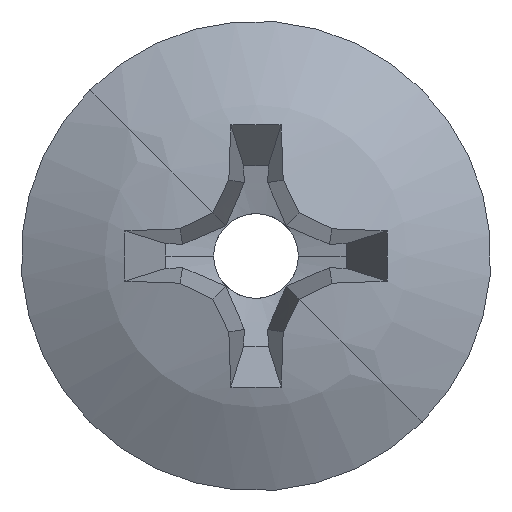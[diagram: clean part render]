
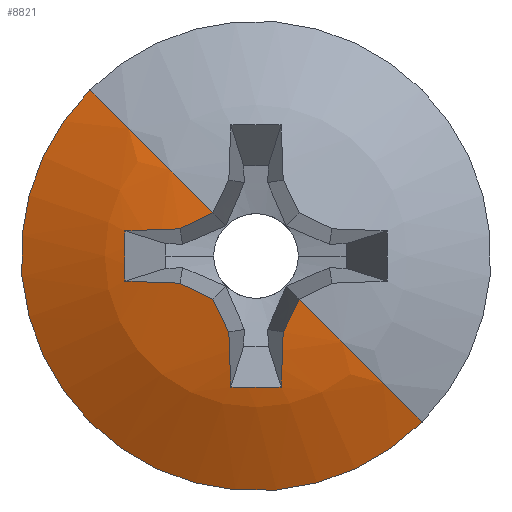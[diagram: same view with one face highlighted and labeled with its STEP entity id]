
A CAD part, left-side view. The second image highlights one B-rep face of the part: STEP entity #8821.
In plain terms, the highlighted spherical face has radius 3.842 mm.
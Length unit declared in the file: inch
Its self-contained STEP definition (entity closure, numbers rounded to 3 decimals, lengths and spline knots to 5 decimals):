
#3279=CARTESIAN_POINT('',(0.0911,0.00973,
0.00973));
#3280=DIRECTION('',(-0.155,0.699,0.699));
#3281=DIRECTION('',(-0.943,0.106,-0.316));
#3282=AXIS2_PLACEMENT_3D('',#3279,#3280,#3281);
#3284=CARTESIAN_POINT('',(-0.05655,0.,-0.02088));
#3285=CARTESIAN_POINT('',(-0.05649,0.00129,
-0.02134));
#3286=CARTESIAN_POINT('',(-0.05632,0.00386,
-0.02225));
#3287=CARTESIAN_POINT('',(-0.05598,0.00762,
-0.02356));
#3288=CARTESIAN_POINT('',(-0.05564,0.01042,
-0.02452));
#3289=CARTESIAN_POINT('',(-0.05544,0.01187,
-0.02502));
#3291=CARTESIAN_POINT('',(-0.05544,-0.01187,
-0.02502));
#3292=CARTESIAN_POINT('',(-0.05564,-0.01041,
-0.02452));
#3293=CARTESIAN_POINT('',(-0.05598,-0.0076,
-0.02355));
#3294=CARTESIAN_POINT('',(-0.05633,-0.00383,
-0.02224));
#3295=CARTESIAN_POINT('',(-0.05649,-0.00128,
-0.02134));
#3296=CARTESIAN_POINT('',(-0.05655,0.,-0.02088));
#3298=CARTESIAN_POINT('',(0.0911,-0.00973,
0.00973));
#3299=DIRECTION('',(-0.155,-0.699,0.699));
#3300=DIRECTION('',(-0.973,-0.014,-0.231));
#3301=AXIS2_PLACEMENT_3D('',#3298,#3299,#3300);
#3303=CARTESIAN_POINT('',(0.08185,0.0159,
0.0159));
#3304=DIRECTION('',(-0.453,0.631,0.631));
#3305=DIRECTION('',(-0.89,-0.279,-0.36));
#3306=AXIS2_PLACEMENT_3D('',#3303,#3304,#3305);
#3308=CARTESIAN_POINT('',(0.0911,0.00973,
-0.00973));
#3309=DIRECTION('',(-0.155,0.699,-0.699));
#3310=DIRECTION('',(-0.943,-0.316,-0.106));
#3311=AXIS2_PLACEMENT_3D('',#3308,#3309,#3310);
#3313=CARTESIAN_POINT('',(-0.05655,-0.02088,0.));
#3314=CARTESIAN_POINT('',(-0.05649,-0.02131,
-0.00122));
#3315=CARTESIAN_POINT('',(-0.05634,-0.02219,
-0.00368));
#3316=CARTESIAN_POINT('',(-0.05598,-0.02357,
-0.00766));
#3317=CARTESIAN_POINT('',(-0.05564,-0.02453,
-0.01044));
#3318=CARTESIAN_POINT('',(-0.05544,-0.02502,
-0.01187));
#3320=CARTESIAN_POINT('',(0.09326,0.,0.));
#3321=DIRECTION('',(0.,0.,-1.));
#3322=DIRECTION('',(-0.847,-0.532,0.));
#3323=AXIS2_PLACEMENT_3D('',#3320,#3321,#3322);
#3325=CARTESIAN_POINT('',(-0.0348,0.,0.));
#3326=DIRECTION('',(-1.,0.,0.));
#3327=DIRECTION('',(0.,1.,0.));
#3328=AXIS2_PLACEMENT_3D('',#3325,#3326,#3327);
#3330=CARTESIAN_POINT('',(0.09326,0.,0.));
#3331=DIRECTION('',(0.,0.,1.));
#3332=DIRECTION('',(-0.847,0.532,0.));
#3333=AXIS2_PLACEMENT_3D('',#3330,#3331,#3332);
#3335=CARTESIAN_POINT('',(-0.05544,0.02502,
-0.01187));
#3336=CARTESIAN_POINT('',(-0.05564,0.02453,
-0.01044));
#3337=CARTESIAN_POINT('',(-0.05598,0.02358,
-0.00766));
#3338=CARTESIAN_POINT('',(-0.05634,0.02219,
-0.00368));
#3339=CARTESIAN_POINT('',(-0.05649,0.02132,
-0.00122));
#3340=CARTESIAN_POINT('',(-0.05655,0.02088,0.));
#3342=CARTESIAN_POINT('',(0.0911,-0.00973,
-0.00973));
#3343=DIRECTION('',(0.155,0.699,0.699));
#3344=DIRECTION('',(-0.943,0.316,-0.106));
#3345=AXIS2_PLACEMENT_3D('',#3342,#3343,#3344);
#3347=CARTESIAN_POINT('',(0.08185,-0.0159,
0.0159));
#3348=DIRECTION('',(0.453,0.631,-0.631));
#3349=DIRECTION('',(-0.89,0.279,-0.36));
#3350=AXIS2_PLACEMENT_3D('',#3347,#3348,#3349);
#3461=CARTESIAN_POINT('',(-0.05655,-0.02088,0.));
#3507=CARTESIAN_POINT('',(-0.05655,0.02088,0.));
#3734=CARTESIAN_POINT('',(-0.0348,0.0805,0.));
#3736=VERTEX_POINT('',#3734);
#3738=CARTESIAN_POINT('',(-0.0348,-0.0805,0.));
#3740=VERTEX_POINT('',#3738);
#3826=VERTEX_POINT('',#3461);
#3841=VERTEX_POINT('',#3507);
#3842=CARTESIAN_POINT('',(-0.05092,0.02568,
-0.03783));
#3843=CARTESIAN_POINT('',(-0.05544,0.01187,
-0.02502));
#3844=VERTEX_POINT('',#3842);
#3845=VERTEX_POINT('',#3843);
#3846=VERTEX_POINT('',#3284);
#3847=VERTEX_POINT('',#3291);
#3848=CARTESIAN_POINT('',(-0.05092,-0.02568,
-0.03783));
#3849=VERTEX_POINT('',#3848);
#3850=CARTESIAN_POINT('',(-0.05092,-0.03783,
-0.02568));
#3851=VERTEX_POINT('',#3850);
#3852=CARTESIAN_POINT('',(-0.05544,-0.02502,
-0.01187));
#3853=VERTEX_POINT('',#3852);
#3854=VERTEX_POINT('',#3335);
#3855=CARTESIAN_POINT('',(-0.05092,0.03783,
-0.02568));
#3856=VERTEX_POINT('',#3855);
#8789=CARTESIAN_POINT('',(0.09326,0.,0.));
#8790=DIRECTION('',(1.,0.,0.));
#8791=DIRECTION('',(0.,-1.,0.));
#8792=AXIS2_PLACEMENT_3D('',#8789,#8790,#8791);
#8793=SPHERICAL_SURFACE('',#8792,0.15126);
#8795=ORIENTED_EDGE('',*,*,#8794,.T.);
#8797=ORIENTED_EDGE('',*,*,#8796,.F.);
#8799=ORIENTED_EDGE('',*,*,#8798,.F.);
#8801=ORIENTED_EDGE('',*,*,#8800,.T.);
#8803=ORIENTED_EDGE('',*,*,#8802,.T.);
#8805=ORIENTED_EDGE('',*,*,#8804,.T.);
#8807=ORIENTED_EDGE('',*,*,#8806,.F.);
#8809=ORIENTED_EDGE('',*,*,#8808,.F.);
#8810=ORIENTED_EDGE('',*,*,#8782,.F.);
#8812=ORIENTED_EDGE('',*,*,#8811,.T.);
#8814=ORIENTED_EDGE('',*,*,#8813,.F.);
#8816=ORIENTED_EDGE('',*,*,#8815,.F.);
#8818=ORIENTED_EDGE('',*,*,#8817,.F.);
#8819=EDGE_LOOP('',(#8795,#8797,#8799,#8801,#8803,#8805,#8807,#8809,#8810,#8812,
#8814,#8816,#8818));
#8820=FACE_OUTER_BOUND('',#8819,.F.);
#3283=CIRCLE('',#3282,0.15062);
#3290=B_SPLINE_CURVE_WITH_KNOTS('',3,(#3284,#3285,#3286,#3287,#3288,#3289),
.UNSPECIFIED.,.F.,.F.,(4,1,1,4),(0.,0.33333,0.66667,1.),
.UNSPECIFIED.);
#3297=B_SPLINE_CURVE_WITH_KNOTS('',3,(#3291,#3292,#3293,#3294,#3295,#3296),
.UNSPECIFIED.,.F.,.F.,(4,1,1,4),(0.,0.33333,0.66667,1.),
.UNSPECIFIED.);
#3302=CIRCLE('',#3301,0.15062);
#3307=CIRCLE('',#3306,0.14914);
#3312=CIRCLE('',#3311,0.15062);
#3319=B_SPLINE_CURVE_WITH_KNOTS('',3,(#3313,#3314,#3315,#3316,#3317,#3318),
.UNSPECIFIED.,.F.,.F.,(4,1,1,4),(0.,0.33333,0.66667,1.),
.UNSPECIFIED.);
#3324=CIRCLE('',#3323,0.15126);
#3329=CIRCLE('',#3328,0.0805);
#3334=CIRCLE('',#3333,0.15126);
#3341=B_SPLINE_CURVE_WITH_KNOTS('',3,(#3335,#3336,#3337,#3338,#3339,#3340),
.UNSPECIFIED.,.F.,.F.,(4,1,1,4),(0.,0.33333,0.66667,1.),
.UNSPECIFIED.);
#3346=CIRCLE('',#3345,0.15062);
#3351=CIRCLE('',#3350,0.14914);
#8782=EDGE_CURVE('',#3736,#3740,#3329,.T.);
#8794=EDGE_CURVE('',#3844,#3845,#3283,.T.);
#8796=EDGE_CURVE('',#3846,#3845,#3290,.T.);
#8798=EDGE_CURVE('',#3847,#3846,#3297,.T.);
#8800=EDGE_CURVE('',#3847,#3849,#3302,.T.);
#8802=EDGE_CURVE('',#3849,#3851,#3307,.T.);
#8804=EDGE_CURVE('',#3851,#3853,#3312,.T.);
#8806=EDGE_CURVE('',#3826,#3853,#3319,.T.);
#8808=EDGE_CURVE('',#3740,#3826,#3324,.T.);
#8811=EDGE_CURVE('',#3736,#3841,#3334,.T.);
#8813=EDGE_CURVE('',#3854,#3841,#3341,.T.);
#8815=EDGE_CURVE('',#3856,#3854,#3346,.T.);
#8817=EDGE_CURVE('',#3844,#3856,#3351,.T.);
#8821=ADVANCED_FACE('',(#8820),#8793,.T.);
